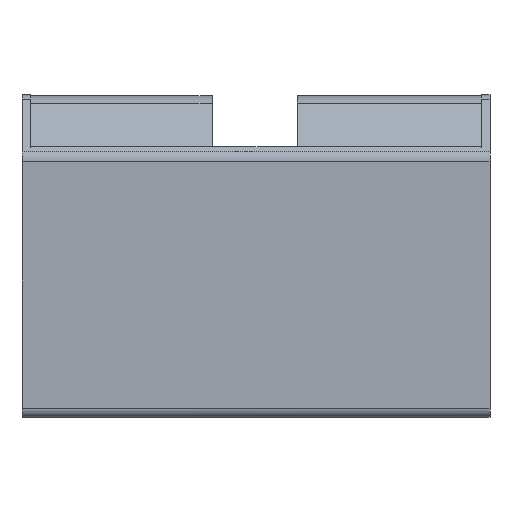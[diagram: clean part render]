
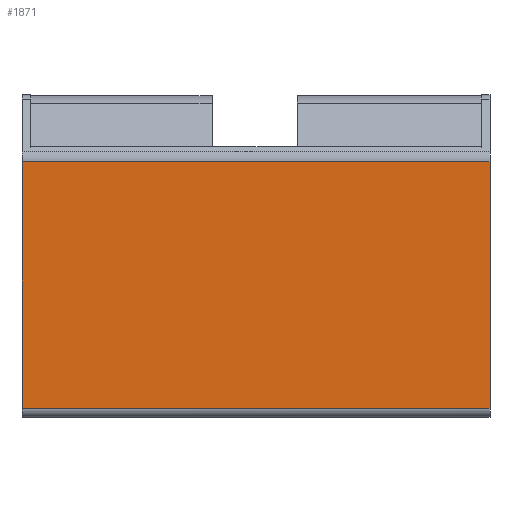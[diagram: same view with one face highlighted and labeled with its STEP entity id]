
A CAD part, top view. The second image highlights one B-rep face of the part: STEP entity #1871.
In plain terms, the highlighted planar face has unit normal (0, 0, 1).
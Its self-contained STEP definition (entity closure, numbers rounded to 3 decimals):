
#1858=AXIS2_PLACEMENT_3D('Plane Axis2P3D',#1855,#1856,#1857) ;
#826=CARTESIAN_POINT('Vertex',(63.3,34.528,49.3)) ;
#829=CARTESIAN_POINT('Line Origine',(63.3,17.864,49.3)) ;
#833=CARTESIAN_POINT('Vertex',(63.3,1.2,49.3)) ;
#951=CARTESIAN_POINT('Vertex',(0.,1.2,49.3)) ;
#954=CARTESIAN_POINT('Line Origine',(0.,17.864,49.3)) ;
#958=CARTESIAN_POINT('Vertex',(0.,34.528,49.3)) ;
#1842=CARTESIAN_POINT('Line Origine',(63.3,34.528,49.3)) ;
#1855=CARTESIAN_POINT('Axis2P3D Location',(63.3,34.528,49.3)) ;
#1860=CARTESIAN_POINT('Line Origine',(31.65,1.2,49.3)) ;
#830=DIRECTION('Vector Direction',(0.,-1.,0.)) ;
#955=DIRECTION('Vector Direction',(0.,1.,0.)) ;
#1843=DIRECTION('Vector Direction',(1.,0.,0.)) ;
#1856=DIRECTION('Axis2P3D Direction',(0.,0.,-1.)) ;
#1857=DIRECTION('Axis2P3D XDirection',(-1.,0.,0.)) ;
#1861=DIRECTION('Vector Direction',(-1.,0.,0.)) ;
#831=VECTOR('Line Direction',#830,1.) ;
#956=VECTOR('Line Direction',#955,1.) ;
#1844=VECTOR('Line Direction',#1843,1.) ;
#1862=VECTOR('Line Direction',#1861,1.) ;
#1866=ORIENTED_EDGE('',*,*,#1864,.F.) ;
#1867=ORIENTED_EDGE('',*,*,#835,.F.) ;
#1868=ORIENTED_EDGE('',*,*,#1846,.F.) ;
#1869=ORIENTED_EDGE('',*,*,#960,.F.) ;
#1871=ADVANCED_FACE('_WQB 240/2 1802790000',(#1870),#1859,.F.) ;
#835=EDGE_CURVE('',#827,#834,#832,.T.) ;
#960=EDGE_CURVE('',#952,#959,#957,.T.) ;
#1846=EDGE_CURVE('',#959,#827,#1845,.T.) ;
#1864=EDGE_CURVE('',#834,#952,#1863,.T.) ;
#1865=EDGE_LOOP('',(#1866,#1867,#1868,#1869)) ;
#1870=FACE_OUTER_BOUND('',#1865,.T.) ;
#832=LINE('Line',#829,#831) ;
#957=LINE('Line',#954,#956) ;
#1845=LINE('Line',#1842,#1844) ;
#1863=LINE('Line',#1860,#1862) ;
#1859=PLANE('',#1858) ;
#827=VERTEX_POINT('',#826) ;
#834=VERTEX_POINT('',#833) ;
#952=VERTEX_POINT('',#951) ;
#959=VERTEX_POINT('',#958) ;
